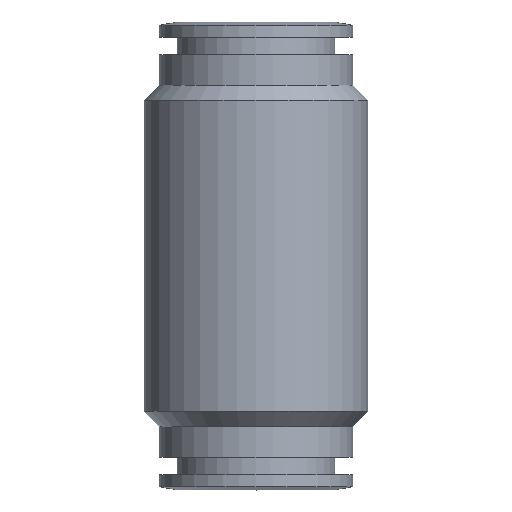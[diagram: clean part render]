
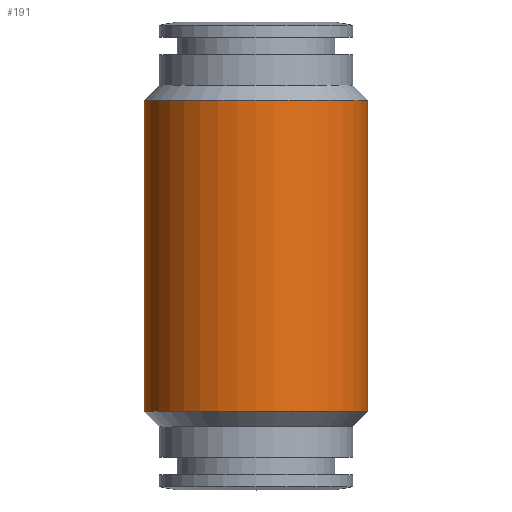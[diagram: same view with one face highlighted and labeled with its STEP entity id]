
A CAD part, top view. The second image highlights one B-rep face of the part: STEP entity #191.
In plain terms, the highlighted cylindrical face has radius 11 mm (diameter 22 mm), a partial arc.
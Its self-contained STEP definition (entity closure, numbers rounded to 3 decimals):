
#133=CARTESIAN_POINT('',(-11.0,35.1,0.0));
#134=VERTEX_POINT('',#133);
#141=CARTESIAN_POINT('',(11.0,35.1,0.));
#142=VERTEX_POINT('',#141);
#143=CARTESIAN_POINT('',(0.0,35.1,0.0));
#144=DIRECTION('',(0.0,1.0,0.0));
#145=DIRECTION('',(-1.0,0.0,0.0));
#146=AXIS2_PLACEMENT_3D('',#143,#144,#145);
#147=CIRCLE('',#146,11.0);
#148=EDGE_CURVE('',#134,#142,#147,.T.);
#160=CARTESIAN_POINT('',(0.0,19.8,0.0));
#161=DIRECTION('',(0.0,1.0,0.0));
#162=DIRECTION('',(-1.0,0.0,0.0));
#163=AXIS2_PLACEMENT_3D('',#160,#161,#162);
#164=CYLINDRICAL_SURFACE('',#163,11.0);
#165=CARTESIAN_POINT('',(-11.0,4.5,0.0));
#166=VERTEX_POINT('',#165);
#167=CARTESIAN_POINT('',(-11.0,4.5,0.0));
#168=DIRECTION('',(0.0,1.0,0.0));
#169=VECTOR('',#168,30.6);
#170=LINE('',#167,#169);
#171=EDGE_CURVE('',#166,#134,#170,.T.);
#172=ORIENTED_EDGE('',*,*,#171,.F.);
#173=CARTESIAN_POINT('',(11.0,4.5,0.));
#174=VERTEX_POINT('',#173);
#175=CARTESIAN_POINT('',(0.0,4.5,0.0));
#176=DIRECTION('',(0.0,1.0,0.0));
#177=DIRECTION('',(-1.0,0.0,0.0));
#178=AXIS2_PLACEMENT_3D('',#175,#176,#177);
#179=CIRCLE('',#178,11.0);
#180=EDGE_CURVE('',#166,#174,#179,.T.);
#181=ORIENTED_EDGE('',*,*,#180,.T.);
#182=CARTESIAN_POINT('',(11.0,35.1,0.));
#183=DIRECTION('',(0.0,-1.0,0.0));
#184=VECTOR('',#183,30.6);
#185=LINE('',#182,#184);
#186=EDGE_CURVE('',#142,#174,#185,.T.);
#187=ORIENTED_EDGE('',*,*,#186,.F.);
#188=ORIENTED_EDGE('',*,*,#148,.F.);
#189=EDGE_LOOP('',(#172,#181,#187,#188));
#190=FACE_OUTER_BOUND('',#189,.T.);
#191=ADVANCED_FACE('',(#190),#164,.T.);
